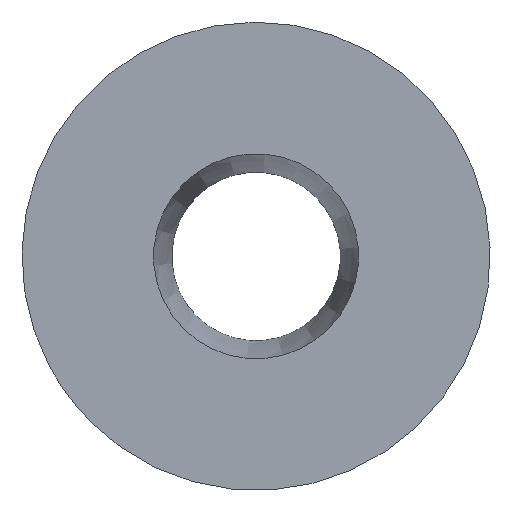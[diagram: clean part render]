
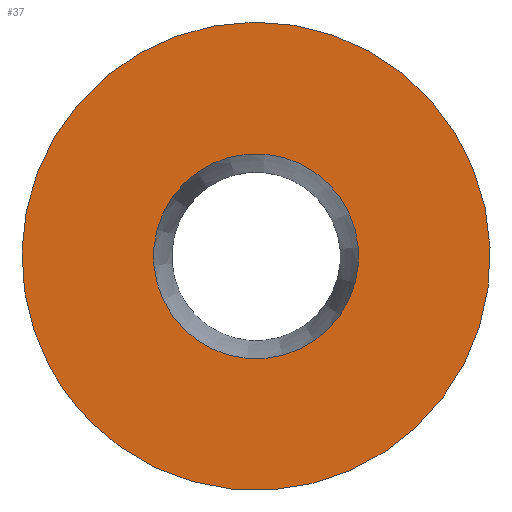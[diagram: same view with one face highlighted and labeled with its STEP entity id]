
A CAD part, top view. The second image highlights one B-rep face of the part: STEP entity #37.
In plain terms, the highlighted planar face has unit normal (0, 0, 1).
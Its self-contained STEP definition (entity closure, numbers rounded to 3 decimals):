
#37=ADVANCED_FACE('',(#45,#46),#42,.F.);
#42=PLANE('',#123);
#45=FACE_BOUND('',#55,.T.);
#46=FACE_BOUND('',#56,.T.);
#55=EDGE_LOOP('',(#65));
#56=EDGE_LOOP('',(#66));
#65=ORIENTED_EDGE('',*,*,#80,.T.);
#66=ORIENTED_EDGE('',*,*,#81,.F.);
#75=VERTEX_POINT('',#234);
#76=VERTEX_POINT('',#236);
#80=EDGE_CURVE('',#75,#75,#85,.T.);
#81=EDGE_CURVE('',#76,#76,#86,.T.);
#85=CIRCLE('',#121,2.19);
#86=CIRCLE('',#122,5.);
#121=AXIS2_PLACEMENT_3D('',#233,#140,#141);
#122=AXIS2_PLACEMENT_3D('',#235,#142,#143);
#123=AXIS2_PLACEMENT_3D('',#237,#144,#145);
#140=DIRECTION('',(0.0,0.0,-1.0));
#141=DIRECTION('',(0.707,0.707,0.0));
#142=DIRECTION('',(0.0,0.0,-1.0));
#143=DIRECTION('',(-0.882,-0.471,0.0));
#144=DIRECTION('',(0.0,0.0,-1.0));
#145=DIRECTION('',(0.707,0.707,0.0));
#233=CARTESIAN_POINT('',(5.0,5.0,0.0));
#234=CARTESIAN_POINT('',(6.549,6.549,0.0));
#235=CARTESIAN_POINT('',(5.,5.,0.));
#236=CARTESIAN_POINT('',(0.59,2.644,0.));
#237=CARTESIAN_POINT('',(5.,5.,0.));
